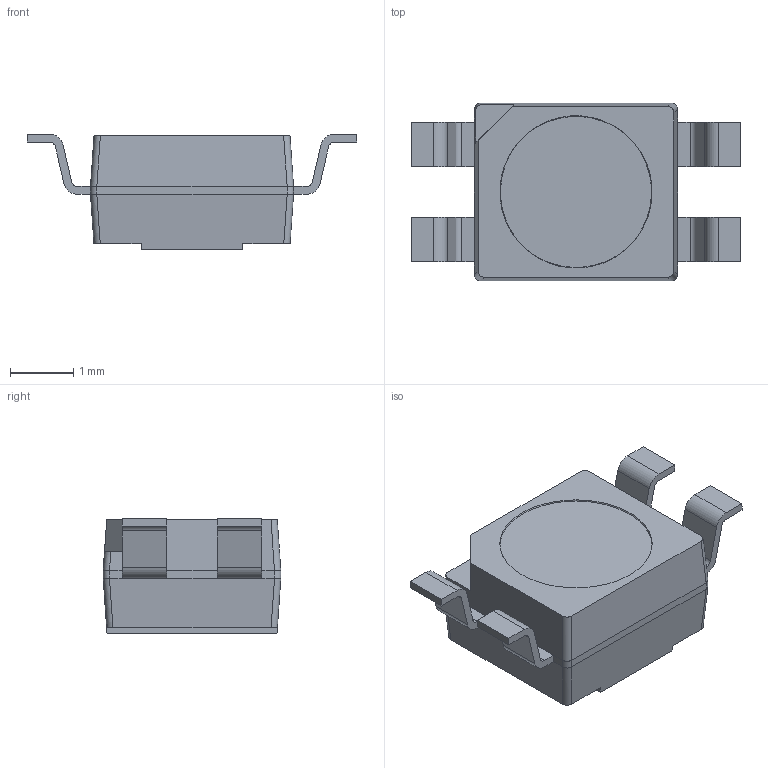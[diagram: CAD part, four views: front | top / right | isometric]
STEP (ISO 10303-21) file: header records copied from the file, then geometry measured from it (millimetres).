
FILE_DESCRIPTION (( 'STEP AP203' ), '1' );
FILE_NAME ('Lxx_T77x_170112_geometry.STEP', '2012-01-17T08:09:52', ( 'Standard Client V2.0.0' ), ( 'OSRAM Opto Semiconductors' ), 'SwSTEP 2.0', 'SolidWorks 2009', '' );
FILE_SCHEMA (( 'CONFIG_CONTROL_DESIGN' ));
Length unit declared in the file: millimetre
Products named in the file (1): Lxx_T77x_170112_geometry
Bounding box: 5.2 x 2.8 x 1.82 mm (x, y, z)
Volume: 15.5 mm3; surface area: 47.8 mm2
Topology: 1 solids, 1 shells, 102 faces, 261 edges, 163 vertices
Faces by surface type: plane 62, cylinder 31, cone 5, bspline 4
Entity records: 3571 total; most frequent: CARTESIAN_POINT 1078, ORIENTED_EDGE 522, DIRECTION 473, EDGE_CURVE 261, VECTOR 193, LINE 193, VERTEX_POINT 163, AXIS2_PLACEMENT_3D 140
